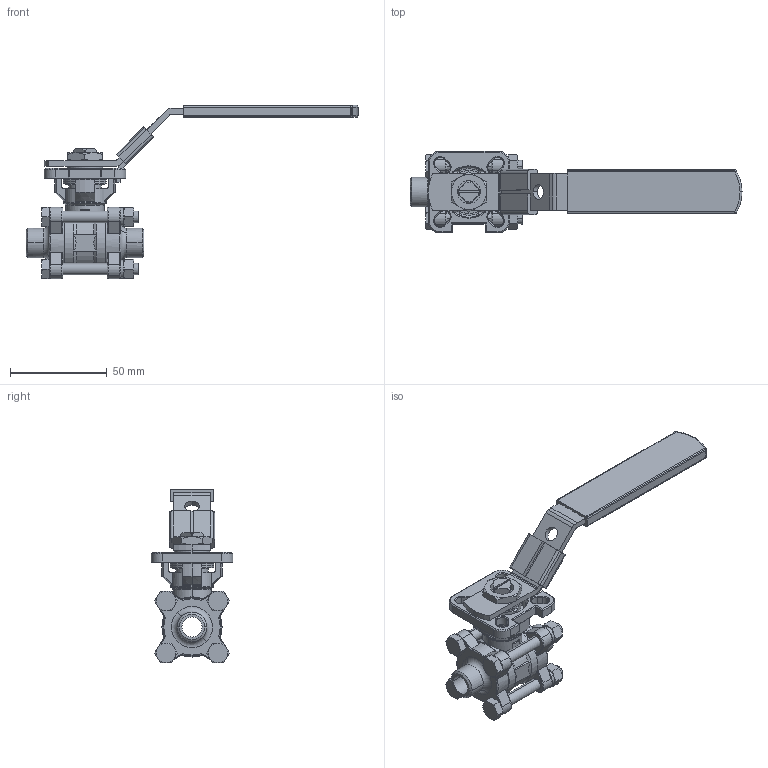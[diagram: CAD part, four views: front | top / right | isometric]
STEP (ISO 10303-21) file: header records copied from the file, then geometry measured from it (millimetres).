
FILE_DESCRIPTION(('STEP AP214'),'1');
FILE_NAME(' 1-4.stp','2023-01-17T05:34:41',(' '),(' '),'Spatial InterOp 3D',' ',' ');
FILE_SCHEMA(('AUTOMOTIVE_DESIGN { 1 0 10303 214 1 1 1 1 }'));
Length unit declared in the file: millimetre
Products named in the file (1): 1
Bounding box: 171.2 x 42 x 89.44 mm (x, y, z)
Volume: 64098.1 mm3; surface area: 52932.3 mm2
Topology: 31 solids, 31 shells, 867 faces, 2141 edges, 1332 vertices
Faces by surface type: cylinder 306, plane 295, cone 188, torus 72, sphere 6
Entity records: 28151 total; most frequent: CARTESIAN_POINT 7568, DIRECTION 4496, ORIENTED_EDGE 4270, EDGE_CURVE 2135, AXIS2_PLACEMENT_3D 1812, VERTEX_POINT 1332, EDGE_LOOP 943, CIRCLE 897
